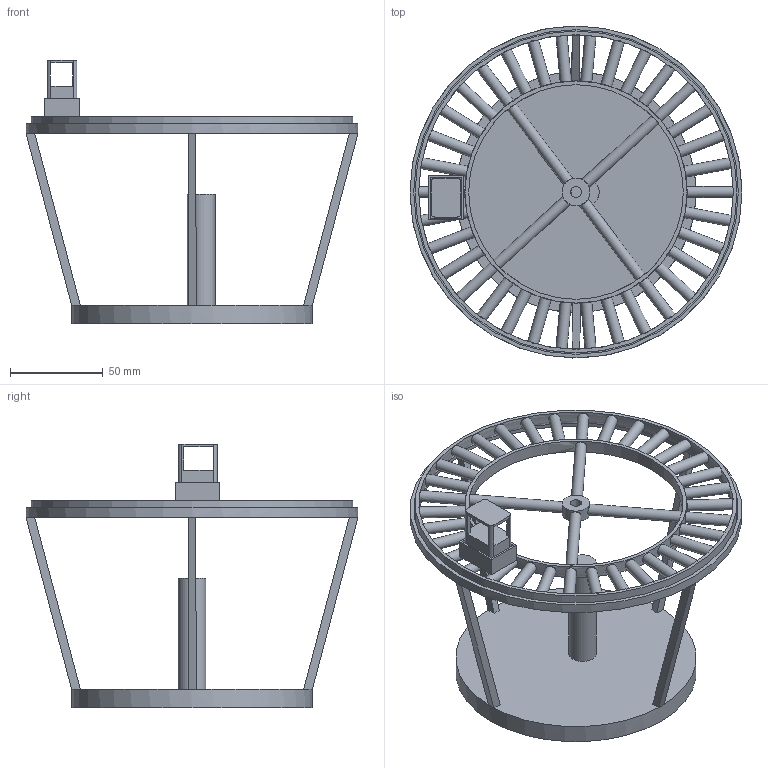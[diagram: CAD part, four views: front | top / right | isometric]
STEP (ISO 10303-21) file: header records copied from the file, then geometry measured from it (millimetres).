
FILE_DESCRIPTION(/* description */ ('','CAx-IF Rec.Pracs.---Representation and Presentation of Product Manufacturing Information (PMI)---4.0---2014-10-13'),/* implementation_level */ '2;1');
FILE_NAME(/* name */ 'conveyor_model_v1.step',/* time_stamp */ '2025-02-19T00:35:07+13:00',/* author */ (''),/* organization */ (''),/* preprocessor_version */ 'ST-DEVELOPER v20',/* originating_system */ 'Autodesk Translation Framework v13.20.0.188',/* authorisation */ '');
FILE_SCHEMA (('AP242_MANAGED_MODEL_BASED_3D_ENGINEERING_MIM_LF { 1 0 10303 442 1 1 4 }'));
Length unit declared in the file: millimetre
Products named in the file (5): conveyor_model; rail; box; support; part
Assembly tree (4 placements, depth 2):
  conveyor_model
    rail
    box
    support
    part
Bounding box: 179.4 x 179.4 x 142.5 mm (x, y, z)
Volume: 206427.9 mm3; surface area: 92599.4 mm2
Topology: 4 solids, 5 shells, 137 faces, 458 edges, 325 vertices
Faces by surface type: plane 84, cylinder 53
Full cylindrical faces by diameter (mm): 6 x39, 15 x2, 116 x1, 120 x1, 130 x1, 170 x2, 174 x1, 175.4 x1, 179.4 x1
Entity records: 7640 total; most frequent: CARTESIAN_POINT 3526, ORIENTED_EDGE 916, DIRECTION 657, EDGE_CURVE 458, VERTEX_POINT 325, LINE 233, VECTOR 233, EDGE_LOOP 223
